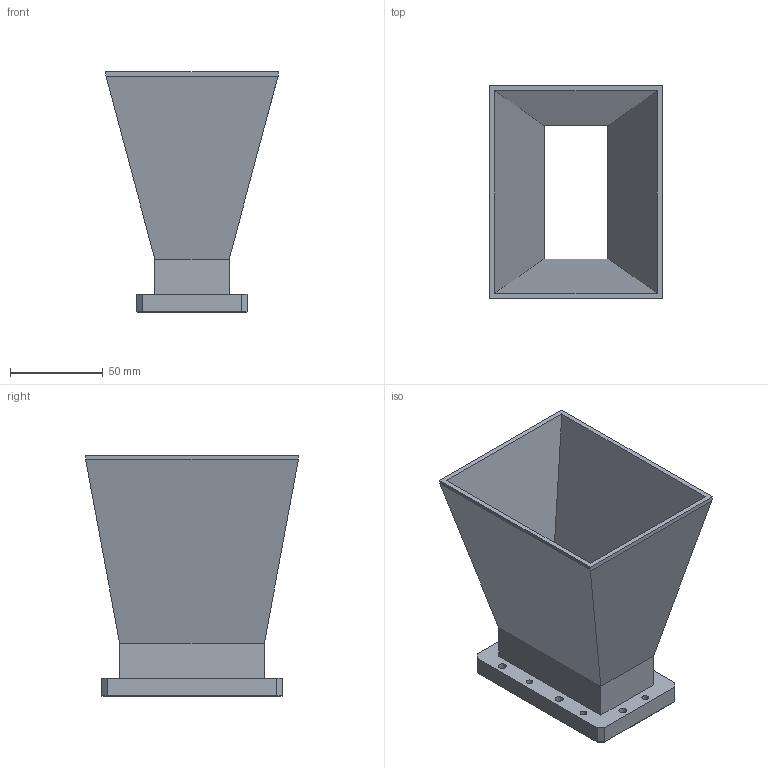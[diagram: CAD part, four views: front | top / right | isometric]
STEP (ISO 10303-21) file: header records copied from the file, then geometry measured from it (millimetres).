
FILE_DESCRIPTION (( 'STEP AP214' ), '1' );
FILE_NAME ('PEWAN284-10.step', '2021-09-15T18:28:37', ( '' ), ( '' ), 'SwSTEP 2.0', 'SolidWorks 2021', '' );
FILE_SCHEMA (( 'AUTOMOTIVE_DESIGN' ));
Length unit declared in the file: millimetre
Products named in the file (1): PEWAN284-10
Bounding box: 93.22 x 114.76 x 130 mm (x, y, z)
Volume: 155341.8 mm3; surface area: 87100.4 mm2
Topology: 1 solids, 1 shells, 64 faces, 176 edges, 116 vertices
Faces by surface type: plane 40, cylinder 24
Entity records: 2265 total; most frequent: CARTESIAN_POINT 357, DIRECTION 354, ORIENTED_EDGE 352, EDGE_CURVE 176, VECTOR 128, LINE 128, VERTEX_POINT 116, AXIS2_PLACEMENT_3D 113
